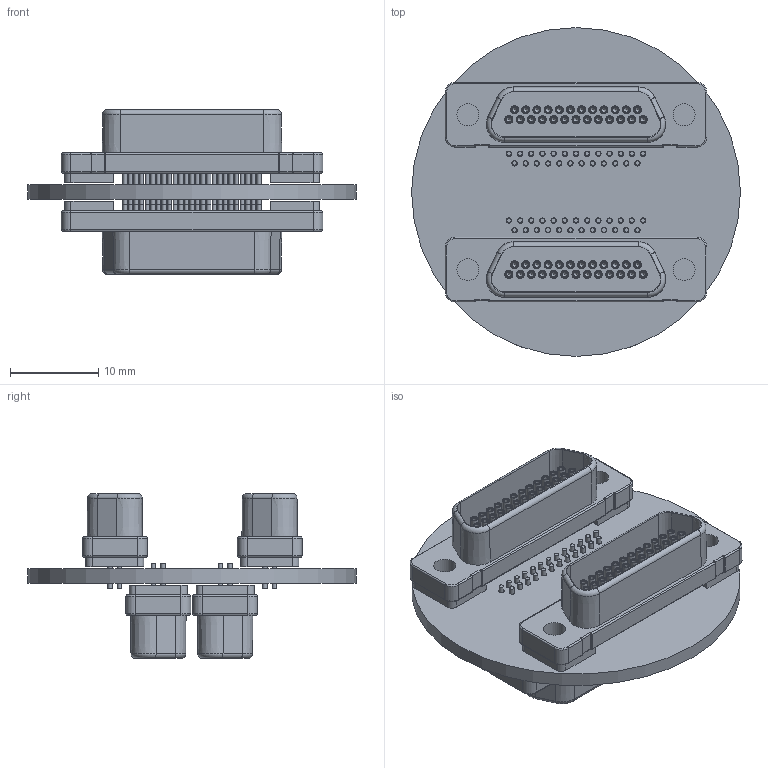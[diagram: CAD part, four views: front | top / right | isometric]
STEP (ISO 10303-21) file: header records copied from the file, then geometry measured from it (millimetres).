
FILE_DESCRIPTION(('KiCad electronic assembly'),'2;1');
FILE_NAME('Double_MicroD_25_Gateway.step','2022-09-20T14:36:14',( 'An Author'),('A Company'),'Open CASCADE STEP processor 6.9', 'KiCad to STEP converter','Unknown');
FILE_SCHEMA(('AUTOMOTIVE_DESIGN { 1 0 10303 214 1 1 1 1 }'));
Length unit declared in the file: millimetre
Products named in the file (4): Open CASCADE STEP translator 6.9 1; 380-025-213L001; SOLID; COMPOUND
Assembly tree (6 placements, depth 3):
  Open CASCADE STEP translator 6.9 1
    380-025-213L001  x4
      SOLID
    COMPOUND
Bounding box: 37.35 x 37.35 x 18.7 mm (x, y, z)
Volume: 4538.4 mm3; surface area: 9503.2 mm2
Topology: 5 solids, 5 shells, 1663 faces, 3463 edges, 2222 vertices
Faces by surface type: cylinder 801, plane 550, cone 232, torus 80
Full cylindrical faces by diameter (mm): 0.5 x100, 0.57 x100, 0.61 x100, 0.85 x100, 0.92 x100, 1 x100, 2.5 x8, 37.354 x1
Entity records: 32569 total; most frequent: CARTESIAN_POINT 10154, DIRECTION 4260, ORIENTED_EDGE 2136, PCURVE 2136, DEFINITIONAL_REPRESENTATION 2136, LINE 1740, VECTOR 1740, AXIS2_PLACEMENT_3D 1108
